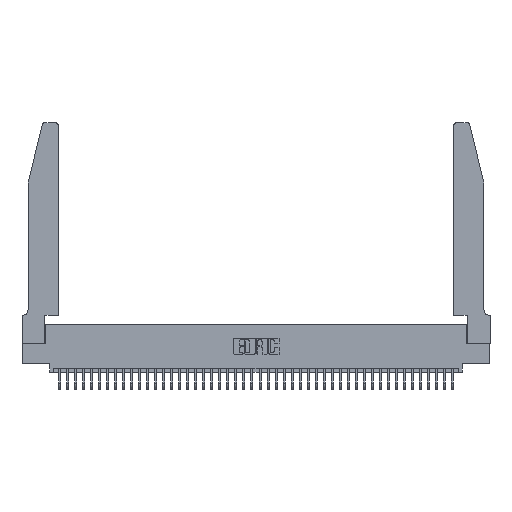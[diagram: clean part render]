
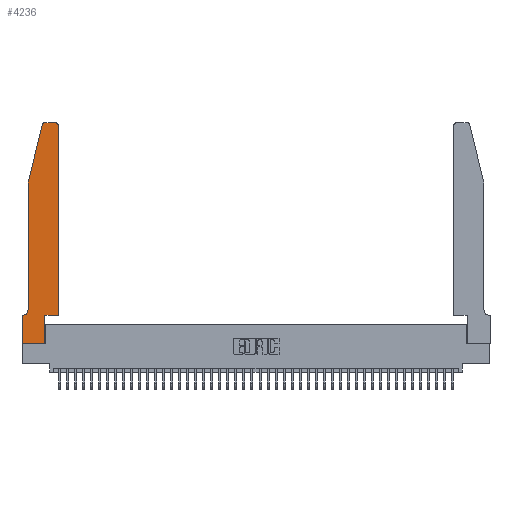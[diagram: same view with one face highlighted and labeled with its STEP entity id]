
A CAD part, top view. The second image highlights one B-rep face of the part: STEP entity #4236.
In plain terms, the highlighted planar face has unit normal (0, 0, 1).
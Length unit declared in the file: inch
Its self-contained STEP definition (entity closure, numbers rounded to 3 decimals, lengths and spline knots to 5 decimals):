
#500 = LINE ( 'NONE', #15941, #36133 ) ;
#733 = CIRCLE ( 'NONE', #13970, 0.07 ) ;
#1783 = LINE ( 'NONE', #31770, #36295 ) ;
#2681 = CARTESIAN_POINT ( 'NONE',  ( 0.0755, 2., 0.37 ) ) ;
#3173 = EDGE_CURVE ( 'NONE', #3715, #10194, #500, .T. ) ;
#3551 = CARTESIAN_POINT ( 'NONE',  ( 0.4205, 2.72, 0.37 ) ) ;
#3633 = DIRECTION ( 'NONE',  ( 0., -1., 0. ) ) ;
#3715 = VERTEX_POINT ( 'NONE', #19069 ) ;
#3952 = VECTOR ( 'NONE', #44042, 39.37008 ) ;
#4236 = ADVANCED_FACE ( 'NONE', ( #22629 ), #42293, .T. ) ;
#4529 = DIRECTION ( 'NONE',  ( 0., 0., 1. ) ) ;
#4950 = VERTEX_POINT ( 'NONE', #8101 ) ;
#5367 = ORIENTED_EDGE ( 'NONE', *, *, #24749, .T. ) ;
#5856 = CARTESIAN_POINT ( 'NONE',  ( 0.0055, 0.42, 0.37 ) ) ;
#7028 = DIRECTION ( 'NONE',  ( 1., 0., 0. ) ) ;
#7243 = VECTOR ( 'NONE', #14018, 39.37008 ) ;
#7352 = ORIENTED_EDGE ( 'NONE', *, *, #42151, .T. ) ;
#7526 = ORIENTED_EDGE ( 'NONE', *, *, #3173, .T. ) ;
#8008 = CARTESIAN_POINT ( 'NONE',  ( 0.284, 2.72, 0.37 ) ) ;
#8099 = EDGE_CURVE ( 'NONE', #10194, #18902, #25577, .T. ) ;
#8101 = CARTESIAN_POINT ( 'NONE',  ( 0.4505, 2.72, 0.37 ) ) ;
#8119 = CARTESIAN_POINT ( 'NONE',  ( 0., 0., 0.37 ) ) ;
#8275 = VERTEX_POINT ( 'NONE', #42213 ) ;
#8359 = EDGE_CURVE ( 'NONE', #16744, #42832, #26385, .T. ) ;
#8462 = ORIENTED_EDGE ( 'NONE', *, *, #33308, .T. ) ;
#8627 = AXIS2_PLACEMENT_3D ( 'NONE', #8008, #32089, #11552 ) ;
#9019 = ORIENTED_EDGE ( 'NONE', *, *, #8099, .T. ) ;
#9355 = DIRECTION ( 'NONE',  ( -1., 0., 0. ) ) ;
#9907 = EDGE_CURVE ( 'NONE', #42128, #22537, #37480, .T. ) ;
#10194 = VERTEX_POINT ( 'NONE', #11985 ) ;
#10353 = EDGE_CURVE ( 'NONE', #42832, #38976, #733, .T. ) ;
#10818 = AXIS2_PLACEMENT_3D ( 'NONE', #3551, #27676, #7028 ) ;
#11552 = DIRECTION ( 'NONE',  ( 1., 0., 0. ) ) ;
#11985 = CARTESIAN_POINT ( 'NONE',  ( 0.2865, 0.35, 0.37 ) ) ;
#13871 = ORIENTED_EDGE ( 'NONE', *, *, #23146, .T. ) ;
#13873 = VECTOR ( 'NONE', #15047, 39.37008 ) ;
#13970 = AXIS2_PLACEMENT_3D ( 'NONE', #5856, #29951, #9355 ) ;
#14018 = DIRECTION ( 'NONE',  ( 1., 0., 0. ) ) ;
#14735 = CIRCLE ( 'NONE', #8627, 0.03 ) ;
#15047 = DIRECTION ( 'NONE',  ( -0.239, -0.971, 0. ) ) ;
#15463 = ORIENTED_EDGE ( 'NONE', *, *, #10353, .T. ) ;
#15887 = CARTESIAN_POINT ( 'NONE',  ( 0.0755, 2., 0.37 ) ) ;
#15941 = CARTESIAN_POINT ( 'NONE',  ( 0.2865, 0.35, 0.37 ) ) ;
#16744 = VERTEX_POINT ( 'NONE', #15887 ) ;
#16914 = VECTOR ( 'NONE', #38605, 39.37008 ) ;
#17231 = VECTOR ( 'NONE', #40457, 39.37008 ) ;
#18156 = VECTOR ( 'NONE', #3633, 39.37008 ) ;
#18714 = EDGE_CURVE ( 'NONE', #4950, #29787, #43086, .T. ) ;
#18902 = VERTEX_POINT ( 'NONE', #21671 ) ;
#19069 = CARTESIAN_POINT ( 'NONE',  ( 0.2865, 0., 0.37 ) ) ;
#19428 = DIRECTION ( 'NONE',  ( 0., 1., 0. ) ) ;
#19680 = VECTOR ( 'NONE', #39952, 39.37008 ) ;
#21671 = CARTESIAN_POINT ( 'NONE',  ( 0.4505, 0.35, 0.37 ) ) ;
#21758 = CARTESIAN_POINT ( 'NONE',  ( 0., 0.35, 0.37 ) ) ;
#22321 = LINE ( 'NONE', #23339, #3952 ) ;
#22537 = VERTEX_POINT ( 'NONE', #8119 ) ;
#22629 = FACE_OUTER_BOUND ( 'NONE', #24342, .T. ) ;
#22877 = CARTESIAN_POINT ( 'NONE',  ( 0., 0., 0.37 ) ) ;
#23004 = LINE ( 'NONE', #28695, #13873 ) ;
#23146 = EDGE_CURVE ( 'NONE', #8275, #16744, #23004, .T. ) ;
#23339 = CARTESIAN_POINT ( 'NONE',  ( 0.4505, 0.35, 0.37 ) ) ;
#24342 = EDGE_LOOP ( 'NONE', ( #39634, #25178, #13871, #32642, #15463, #8462, #26839, #7352, #7526, #9019, #5367, #43061 ) ) ;
#24359 = EDGE_CURVE ( 'NONE', #29787, #27577, #1783, .T. ) ;
#24749 = EDGE_CURVE ( 'NONE', #18902, #4950, #22321, .T. ) ;
#25032 = DIRECTION ( 'NONE',  ( -1., 0., 0. ) ) ;
#25178 = ORIENTED_EDGE ( 'NONE', *, *, #27336, .T. ) ;
#25577 = LINE ( 'NONE', #41479, #7243 ) ;
#26077 = LINE ( 'NONE', #35169, #16914 ) ;
#26385 = LINE ( 'NONE', #2681, #17231 ) ;
#26839 = ORIENTED_EDGE ( 'NONE', *, *, #9907, .T. ) ;
#27336 = EDGE_CURVE ( 'NONE', #27577, #8275, #14735, .T. ) ;
#27577 = VERTEX_POINT ( 'NONE', #40137 ) ;
#27676 = DIRECTION ( 'NONE',  ( 0., 0., 1. ) ) ;
#28495 = AXIS2_PLACEMENT_3D ( 'NONE', #21758, #4529, #28629 ) ;
#28629 = DIRECTION ( 'NONE',  ( 1., 0., 0. ) ) ;
#28695 = CARTESIAN_POINT ( 'NONE',  ( 0.0755, 2., 0.37 ) ) ;
#29616 = CARTESIAN_POINT ( 'NONE',  ( 0., 0.35, 0.37 ) ) ;
#29787 = VERTEX_POINT ( 'NONE', #37606 ) ;
#29951 = DIRECTION ( 'NONE',  ( 0., 0., -1. ) ) ;
#31770 = CARTESIAN_POINT ( 'NONE',  ( 0.2605, 2.75, 0.37 ) ) ;
#32089 = DIRECTION ( 'NONE',  ( 0., 0., 1. ) ) ;
#32642 = ORIENTED_EDGE ( 'NONE', *, *, #8359, .T. ) ;
#33308 = EDGE_CURVE ( 'NONE', #38976, #42128, #26077, .T. ) ;
#35169 = CARTESIAN_POINT ( 'NONE',  ( 0.0755, 0.35, 0.37 ) ) ;
#36133 = VECTOR ( 'NONE', #19428, 39.37008 ) ;
#36295 = VECTOR ( 'NONE', #25032, 39.37008 ) ;
#37480 = LINE ( 'NONE', #41258, #18156 ) ;
#37606 = CARTESIAN_POINT ( 'NONE',  ( 0.4205, 2.75, 0.37 ) ) ;
#38605 = DIRECTION ( 'NONE',  ( -1., 0., 0. ) ) ;
#38976 = VERTEX_POINT ( 'NONE', #41866 ) ;
#39634 = ORIENTED_EDGE ( 'NONE', *, *, #24359, .T. ) ;
#39952 = DIRECTION ( 'NONE',  ( 1., 0., 0. ) ) ;
#40048 = LINE ( 'NONE', #22877, #19680 ) ;
#40137 = CARTESIAN_POINT ( 'NONE',  ( 0.284, 2.75, 0.37 ) ) ;
#40457 = DIRECTION ( 'NONE',  ( 0., -1., 0. ) ) ;
#41258 = CARTESIAN_POINT ( 'NONE',  ( 0., 0., 0.37 ) ) ;
#41479 = CARTESIAN_POINT ( 'NONE',  ( 0.4505, 0.35, 0.37 ) ) ;
#41866 = CARTESIAN_POINT ( 'NONE',  ( 0.0055, 0.35, 0.37 ) ) ;
#42128 = VERTEX_POINT ( 'NONE', #29616 ) ;
#42151 = EDGE_CURVE ( 'NONE', #22537, #3715, #40048, .T. ) ;
#42213 = CARTESIAN_POINT ( 'NONE',  ( 0.25487, 2.72718, 0.37 ) ) ;
#42293 = PLANE ( 'NONE',  #28495 ) ;
#42832 = VERTEX_POINT ( 'NONE', #43228 ) ;
#43061 = ORIENTED_EDGE ( 'NONE', *, *, #18714, .T. ) ;
#43086 = CIRCLE ( 'NONE', #10818, 0.03 ) ;
#43228 = CARTESIAN_POINT ( 'NONE',  ( 0.0755, 0.42, 0.37 ) ) ;
#44042 = DIRECTION ( 'NONE',  ( 0., 1., 0. ) ) ;
